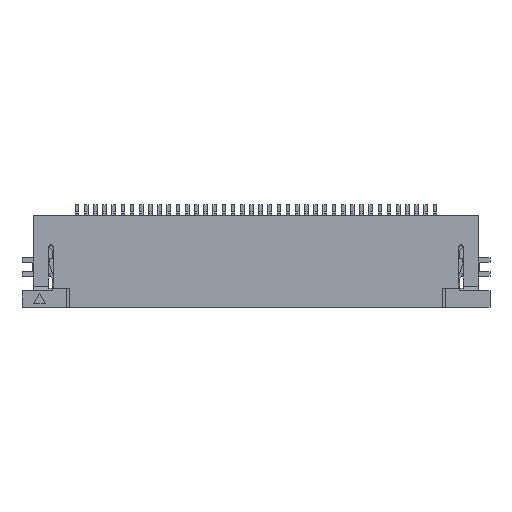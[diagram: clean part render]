
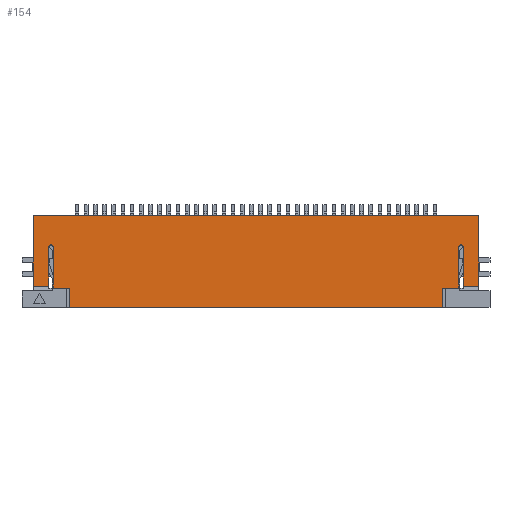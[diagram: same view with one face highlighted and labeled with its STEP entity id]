
A CAD part, top view. The second image highlights one B-rep face of the part: STEP entity #154.
In plain terms, the highlighted planar face has unit normal (0, 0, 1).
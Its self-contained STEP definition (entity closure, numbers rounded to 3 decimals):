
#154=ADVANCED_FACE('',(#2441),#2442,.T.);
#2441=FACE_OUTER_BOUND('',#6930,.T.);
#2442=PLANE('',#6931);
#6930=EDGE_LOOP('',(#12234,#12235,#12236,#12237,#12238,#12239,#12240,#12241,#12242,#12243,#12244,#12245,#12246,#12247,#12248,#12249));
#6931=AXIS2_PLACEMENT_3D('',#12250,#12251,#12252);
#12234=ORIENTED_EDGE('',*,*,#31197,.F.);
#12235=ORIENTED_EDGE('',*,*,#31198,.F.);
#12236=ORIENTED_EDGE('',*,*,#31199,.F.);
#12237=ORIENTED_EDGE('',*,*,#30752,.T.);
#12238=ORIENTED_EDGE('',*,*,#31019,.T.);
#12239=ORIENTED_EDGE('',*,*,#30780,.T.);
#12240=ORIENTED_EDGE('',*,*,#31194,.T.);
#12241=ORIENTED_EDGE('',*,*,#30713,.T.);
#12242=ORIENTED_EDGE('',*,*,#31200,.F.);
#12243=ORIENTED_EDGE('',*,*,#31201,.F.);
#12244=ORIENTED_EDGE('',*,*,#31202,.F.);
#12245=ORIENTED_EDGE('',*,*,#30725,.T.);
#12246=ORIENTED_EDGE('',*,*,#30971,.T.);
#12247=ORIENTED_EDGE('',*,*,#30776,.T.);
#12248=ORIENTED_EDGE('',*,*,#30973,.T.);
#12249=ORIENTED_EDGE('',*,*,#30729,.T.);
#12250=CARTESIAN_POINT('',(0.0,0.0,2.0));
#12251=DIRECTION('',(0.0,0.0,1.0));
#12252=DIRECTION('',(1.0,0.0,0.0));
#30713=EDGE_CURVE('',#37241,#37239,#37242,.T.);
#30725=EDGE_CURVE('',#37265,#37263,#37266,.T.);
#30729=EDGE_CURVE('',#37273,#37271,#37274,.T.);
#30752=EDGE_CURVE('',#37317,#37315,#37318,.T.);
#30776=EDGE_CURVE('',#37365,#37363,#37366,.T.);
#30780=EDGE_CURVE('',#37373,#37371,#37374,.T.);
#30971=EDGE_CURVE('',#37263,#37365,#37748,.T.);
#30973=EDGE_CURVE('',#37363,#37273,#37751,.T.);
#31019=EDGE_CURVE('',#37315,#37373,#37824,.T.);
#31194=EDGE_CURVE('',#37371,#37241,#38169,.T.);
#31197=EDGE_CURVE('',#38173,#37271,#38174,.T.);
#31198=EDGE_CURVE('',#38175,#38173,#38176,.T.);
#31199=EDGE_CURVE('',#37317,#38175,#38177,.T.);
#31200=EDGE_CURVE('',#38178,#37239,#38179,.T.);
#31201=EDGE_CURVE('',#38180,#38178,#38181,.T.);
#31202=EDGE_CURVE('',#37265,#38180,#38182,.T.);
#37239=VERTEX_POINT('',#47879);
#37241=VERTEX_POINT('',#47882);
#37242=LINE('',#47883,#47884);
#37263=VERTEX_POINT('',#47915);
#37265=VERTEX_POINT('',#47918);
#37266=LINE('',#47919,#47920);
#37271=VERTEX_POINT('',#47927);
#37273=VERTEX_POINT('',#47930);
#37274=LINE('',#47931,#47932);
#37315=VERTEX_POINT('',#47994);
#37317=VERTEX_POINT('',#47997);
#37318=LINE('',#47998,#47999);
#37363=VERTEX_POINT('',#48066);
#37365=VERTEX_POINT('',#48069);
#37366=LINE('',#48070,#48071);
#37371=VERTEX_POINT('',#48078);
#37373=VERTEX_POINT('',#48081);
#37374=LINE('',#48082,#48083);
#37748=LINE('',#48646,#48647);
#37751=LINE('',#48650,#48651);
#37824=LINE('',#48769,#48770);
#38169=LINE('',#49289,#49290);
#38173=VERTEX_POINT('',#49296);
#38174=LINE('',#49297,#49298);
#38175=VERTEX_POINT('',#49299);
#38176=CIRCLE('',#49300,0.125);
#38177=LINE('',#49301,#49302);
#38178=VERTEX_POINT('',#49303);
#38179=LINE('',#49304,#49305);
#38180=VERTEX_POINT('',#49306);
#38181=CIRCLE('',#49307,0.125);
#38182=LINE('',#49308,#49309);
#47879=CARTESIAN_POINT('',(-11.3,1.15,2.0));
#47882=CARTESIAN_POINT('',(-12.15,1.15,2.0));
#47883=CARTESIAN_POINT('',(-12.15,1.15,2.0));
#47884=VECTOR('',#64119,1.0);
#47915=CARTESIAN_POINT('',(-10.175,1.05,2.0));
#47918=CARTESIAN_POINT('',(-11.05,1.05,2.0));
#47919=CARTESIAN_POINT('',(-11.1,1.05,2.0));
#47920=VECTOR('',#64131,1.0);
#47927=CARTESIAN_POINT('',(11.05,1.05,2.0));
#47930=CARTESIAN_POINT('',(10.175,1.05,2.0));
#47931=CARTESIAN_POINT('',(10.175,1.05,2.0));
#47932=VECTOR('',#64135,1.0);
#47994=CARTESIAN_POINT('',(12.15,1.15,2.0));
#47997=CARTESIAN_POINT('',(11.3,1.15,2.0));
#47998=CARTESIAN_POINT('',(11.1,1.15,2.0));
#47999=VECTOR('',#64158,1.0);
#48066=CARTESIAN_POINT('',(10.175,0.0,2.0));
#48069=CARTESIAN_POINT('',(-10.175,0.0,2.0));
#48070=CARTESIAN_POINT('',(-10.175,0.0,2.0));
#48071=VECTOR('',#64182,1.0);
#48078=CARTESIAN_POINT('',(-12.15,5.,2.0));
#48081=CARTESIAN_POINT('',(12.15,5.,2.0));
#48082=CARTESIAN_POINT('',(12.15,5.,2.0));
#48083=VECTOR('',#64186,1.0);
#48646=CARTESIAN_POINT('',(-10.175,1.05,2.0));
#48647=VECTOR('',#64379,1.0);
#48650=CARTESIAN_POINT('',(10.175,0.0,2.0));
#48651=VECTOR('',#64383,1.0);
#48769=CARTESIAN_POINT('',(12.15,1.15,2.0));
#48770=VECTOR('',#64429,1.0);
#49289=CARTESIAN_POINT('',(-12.15,5.,2.0));
#49290=VECTOR('',#64604,1.0);
#49296=CARTESIAN_POINT('',(11.05,3.275,2.0));
#49297=CARTESIAN_POINT('',(11.05,3.275,2.0));
#49298=VECTOR('',#64607,1.0);
#49299=CARTESIAN_POINT('',(11.3,3.275,2.0));
#49300=AXIS2_PLACEMENT_3D('',#64608,#64609,#64610);
#49301=CARTESIAN_POINT('',(11.3,1.05,2.0));
#49302=VECTOR('',#64611,1.0);
#49303=CARTESIAN_POINT('',(-11.3,3.275,2.0));
#49304=CARTESIAN_POINT('',(-11.3,3.275,2.0));
#49305=VECTOR('',#64612,1.0);
#49306=CARTESIAN_POINT('',(-11.05,3.275,2.0));
#49307=AXIS2_PLACEMENT_3D('',#64613,#64614,#64615);
#49308=CARTESIAN_POINT('',(-11.05,1.05,2.0));
#49309=VECTOR('',#64616,1.0);
#64119=DIRECTION('',(1.0,0.0,0.0));
#64131=DIRECTION('',(1.0,0.0,0.0));
#64135=DIRECTION('',(1.0,0.0,0.0));
#64158=DIRECTION('',(1.0,0.,0.0));
#64182=DIRECTION('',(1.0,0.0,0.0));
#64186=DIRECTION('',(-1.0,0.0,0.0));
#64379=DIRECTION('',(0.0,-1.0,0.0));
#64383=DIRECTION('',(0.0,1.0,0.0));
#64429=DIRECTION('',(0.,1.0,0.0));
#64604=DIRECTION('',(0.,-1.0,0.0));
#64607=DIRECTION('',(0.0,-1.0,0.0));
#64608=CARTESIAN_POINT('',(11.175,3.275,2.0));
#64609=DIRECTION('',(0.0,0.0,1.0));
#64610=DIRECTION('',(1.0,0.0,0.0));
#64611=DIRECTION('',(0.0,1.0,0.0));
#64612=DIRECTION('',(0.0,-1.0,0.0));
#64613=CARTESIAN_POINT('',(-11.175,3.275,2.0));
#64614=DIRECTION('',(0.0,0.0,1.0));
#64615=DIRECTION('',(-1.0,0.0,0.0));
#64616=DIRECTION('',(0.0,1.0,0.0));
